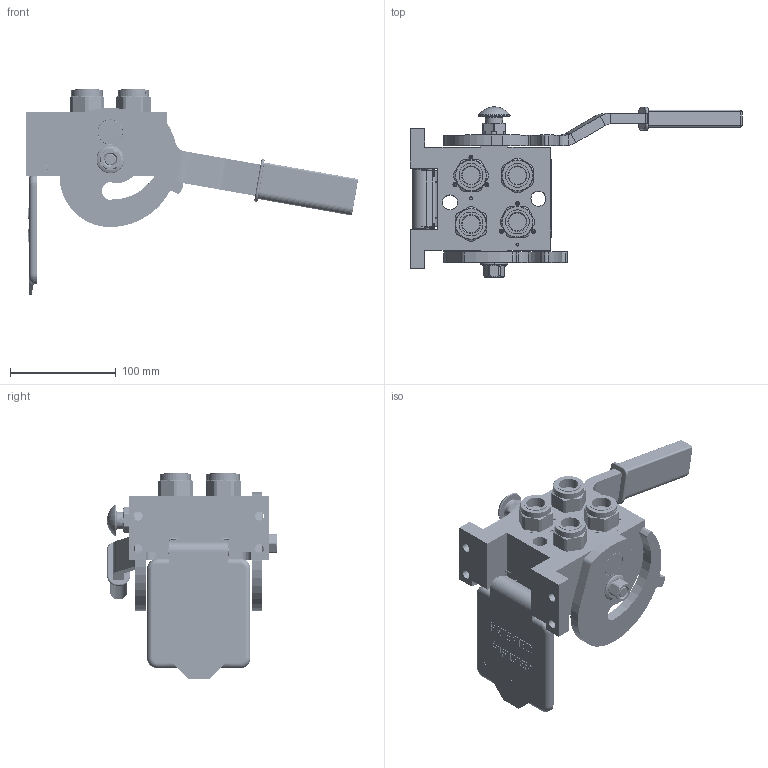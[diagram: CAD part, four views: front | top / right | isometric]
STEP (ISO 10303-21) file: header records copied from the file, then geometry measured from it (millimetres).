
FILE_DESCRIPTION (( 'STEP AP214' ), '1' );
FILE_NAME ('FASTER.step', '2025-03-05T13:49:30', ( '' ), ( '' ), 'SwSTEP 2.0', 'SolidWorks 2017', '' );
FILE_SCHEMA (( 'AUTOMOTIVE_DESIGN' ));
Length unit declared in the file: millimetre
Products named in the file (31): 4850_024_6001_021; P508FA; 0048_042_0412_000; or1_5x7_m; 4830_001_0005_300; 4142_072_1000_300; 4830_020_0000_024; curs_molla_12; 2ffnb12_gas_f; 4810_001_0001_014; 4830_025_2000_000; 4830_024_4006_000; 4850_024_0000_013; 4830_025_0000_001; 4830_024_0001_012; 4830_025_1000_000; 1540_080_0012_000; 4830_024_4006_000_ASM; 4830_024_4006_010; 4830_024_4004_020; 4340_014_0000_000; 4830_070_0000_001; A_2ffnb12_gas_f; 4830_001_0005_301; P508_F_A_BASE; 4830_022_0000_011; 4820_001_0004_000; et011; sicura_p5; FASTER
Assembly tree (33 placements, depth 4):
  FASTER
    P508_F_A_BASE
      P508FA
        4830_020_0000_024
        4820_001_0004_000
        4810_001_0001_014
        4830_001_0005_300
        4830_001_0005_301
    A_2ffnb12_gas_f  x4
      curs_molla_12
        4340_014_0000_000
        4142_072_1000_300
      2ffnb12_gas_f
        2ffnb12_gas_f
    4830_024_4006_000
      4830_024_4006_000_ASM
        4830_024_4006_010
        4850_024_6001_021
      sicura_p5
        4830_025_0000_001
        or1_5x7_m
        0048_042_0412_000
      4830_025_2000_000
      4830_025_1000_000
      4830_024_4004_020
      4830_022_0000_011
      4830_070_0000_001
      1540_080_0012_000
      4830_024_0001_012
      4850_024_0000_013
    et011
Bounding box: 314.67 x 161.23 x 195.1 mm (x, y, z)
Volume: 109353.5 mm3; surface area: 302615.3 mm2
Topology: 21 solids, 66 shells, 3830 faces, 10077 edges, 6444 vertices
Faces by surface type: plane 2073, cylinder 772, cone 393, bspline 285, torus 242, sphere 65
Entity records: 123038 total; most frequent: CARTESIAN_POINT 46868, ORIENTED_EDGE 15431, DIRECTION 14213, EDGE_CURVE 7811, VECTOR 5435, LINE 5435, VERTEX_POINT 5012, AXIS2_PLACEMENT_3D 4389
